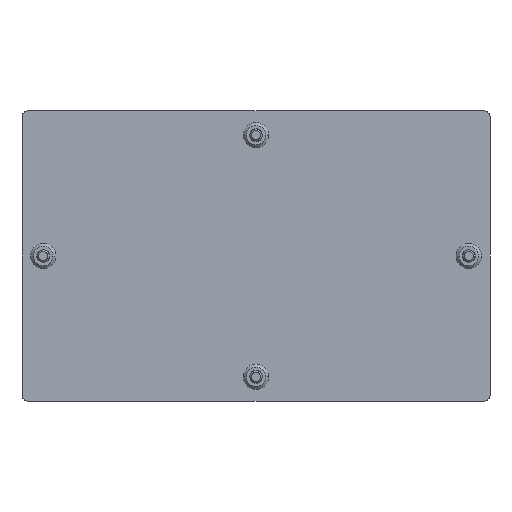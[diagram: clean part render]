
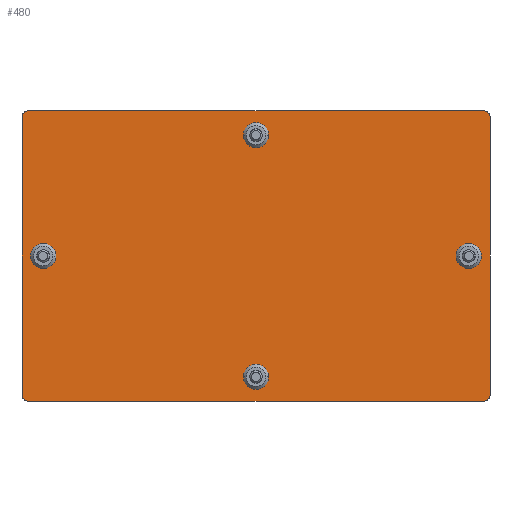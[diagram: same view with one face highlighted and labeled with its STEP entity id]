
A CAD part, front view. The second image highlights one B-rep face of the part: STEP entity #480.
In plain terms, the highlighted planar face has unit normal (0, -1, 0).
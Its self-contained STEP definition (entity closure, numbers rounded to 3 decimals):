
#480=ADVANCED_FACE('',(#886,#887,#888,#889,#890),#891,.F.);
#886=FACE_OUTER_BOUND('',#1255,.T.);
#887=FACE_BOUND('',#1256,.T.);
#888=FACE_BOUND('',#1257,.T.);
#889=FACE_BOUND('',#1258,.T.);
#890=FACE_BOUND('',#1259,.T.);
#891=PLANE('',#1260);
#1255=EDGE_LOOP('',(#2169,#2170,#2171,#2172,#2173,#2174,#2175,#2176));
#1256=EDGE_LOOP('',(#2177,#2178));
#1257=EDGE_LOOP('',(#2179,#2180));
#1258=EDGE_LOOP('',(#2181,#2182));
#1259=EDGE_LOOP('',(#2183,#2184));
#1260=AXIS2_PLACEMENT_3D('',#2185,#2186,#2187);
#2169=ORIENTED_EDGE('',*,*,#2472,.T.);
#2170=ORIENTED_EDGE('',*,*,#2479,.T.);
#2171=ORIENTED_EDGE('',*,*,#2497,.T.);
#2172=ORIENTED_EDGE('',*,*,#2540,.F.);
#2173=ORIENTED_EDGE('',*,*,#2493,.T.);
#2174=ORIENTED_EDGE('',*,*,#2542,.F.);
#2175=ORIENTED_EDGE('',*,*,#2467,.T.);
#2176=ORIENTED_EDGE('',*,*,#2481,.F.);
#2177=ORIENTED_EDGE('',*,*,#2525,.T.);
#2178=ORIENTED_EDGE('',*,*,#2423,.T.);
#2179=ORIENTED_EDGE('',*,*,#2529,.T.);
#2180=ORIENTED_EDGE('',*,*,#2418,.T.);
#2181=ORIENTED_EDGE('',*,*,#2533,.T.);
#2182=ORIENTED_EDGE('',*,*,#2413,.T.);
#2183=ORIENTED_EDGE('',*,*,#2537,.T.);
#2184=ORIENTED_EDGE('',*,*,#2408,.T.);
#2185=CARTESIAN_POINT('',(121.0,10.3,75.0));
#2186=DIRECTION('',(0.0,1.0,0.0));
#2187=DIRECTION('',(0.0,0.0,1.0));
#2408=EDGE_CURVE('',#2853,#2850,#2854,.T.);
#2413=EDGE_CURVE('',#2862,#2859,#2863,.T.);
#2418=EDGE_CURVE('',#2871,#2868,#2872,.T.);
#2423=EDGE_CURVE('',#2880,#2877,#2881,.T.);
#2467=EDGE_CURVE('',#2958,#2959,#2960,.T.);
#2472=EDGE_CURVE('',#2967,#2968,#2969,.T.);
#2479=EDGE_CURVE('',#2968,#2978,#2980,.T.);
#2481=EDGE_CURVE('',#2967,#2959,#2982,.T.);
#2493=EDGE_CURVE('',#2997,#2998,#2999,.T.);
#2497=EDGE_CURVE('',#2978,#3003,#3004,.T.);
#2525=EDGE_CURVE('',#2877,#2880,#3032,.T.);
#2529=EDGE_CURVE('',#2868,#2871,#3036,.T.);
#2533=EDGE_CURVE('',#2859,#2862,#3040,.T.);
#2537=EDGE_CURVE('',#2850,#2853,#3044,.T.);
#2540=EDGE_CURVE('',#2997,#3003,#3047,.T.);
#2542=EDGE_CURVE('',#2958,#2998,#3049,.T.);
#2850=VERTEX_POINT('',#3461);
#2853=VERTEX_POINT('',#3465);
#2854=CIRCLE('',#3466,6.5);
#2859=VERTEX_POINT('',#3472);
#2862=VERTEX_POINT('',#3476);
#2863=CIRCLE('',#3477,6.5);
#2868=VERTEX_POINT('',#3483);
#2871=VERTEX_POINT('',#3487);
#2872=CIRCLE('',#3488,6.5);
#2877=VERTEX_POINT('',#3494);
#2880=VERTEX_POINT('',#3498);
#2881=CIRCLE('',#3499,6.5);
#2958=VERTEX_POINT('',#3593);
#2959=VERTEX_POINT('',#3594);
#2960=CIRCLE('',#3595,3.);
#2967=VERTEX_POINT('',#3604);
#2968=VERTEX_POINT('',#3605);
#2969=CIRCLE('',#3606,3.);
#2978=VERTEX_POINT('',#3618);
#2980=LINE('',#3621,#3622);
#2982=LINE('',#3624,#3625);
#2997=VERTEX_POINT('',#3643);
#2998=VERTEX_POINT('',#3644);
#2999=CIRCLE('',#3645,3.);
#3003=VERTEX_POINT('',#3651);
#3004=CIRCLE('',#3652,3.);
#3032=CIRCLE('',#3681,6.5);
#3036=CIRCLE('',#3685,6.5);
#3040=CIRCLE('',#3689,6.5);
#3044=CIRCLE('',#3693,6.5);
#3047=LINE('',#3696,#3697);
#3049=LINE('',#3699,#3700);
#3461=CARTESIAN_POINT('',(127.5,10.3,137.5));
#3465=CARTESIAN_POINT('',(114.5,10.3,137.5));
#3466=AXIS2_PLACEMENT_3D('',#3928,#3929,#3930);
#3472=CARTESIAN_POINT('',(127.5,10.3,12.5));
#3476=CARTESIAN_POINT('',(114.5,10.3,12.5));
#3477=AXIS2_PLACEMENT_3D('',#3936,#3937,#3938);
#3483=CARTESIAN_POINT('',(17.5,10.3,75.0));
#3487=CARTESIAN_POINT('',(4.5,10.3,75.0));
#3488=AXIS2_PLACEMENT_3D('',#3944,#3945,#3946);
#3494=CARTESIAN_POINT('',(237.5,10.3,75.0));
#3498=CARTESIAN_POINT('',(224.5,10.3,75.0));
#3499=AXIS2_PLACEMENT_3D('',#3952,#3953,#3954);
#3593=CARTESIAN_POINT('',(0.,10.3,3.));
#3594=CARTESIAN_POINT('',(3.,10.3,0.0));
#3595=AXIS2_PLACEMENT_3D('',#4023,#4024,#4025);
#3604=CARTESIAN_POINT('',(239.,10.3,0.));
#3605=CARTESIAN_POINT('',(242.,10.3,3.));
#3606=AXIS2_PLACEMENT_3D('',#4031,#4032,#4033);
#3618=CARTESIAN_POINT('',(242.,10.3,147.));
#3621=CARTESIAN_POINT('',(242.0,10.3,75.0));
#3622=VECTOR('',#4041,1.0);
#3624=CARTESIAN_POINT('',(121.0,10.3,0.0));
#3625=VECTOR('',#4042,1.0);
#3643=CARTESIAN_POINT('',(3.,10.3,150.0));
#3644=CARTESIAN_POINT('',(0.,10.3,147.));
#3645=AXIS2_PLACEMENT_3D('',#4064,#4065,#4066);
#3651=CARTESIAN_POINT('',(239.,10.3,150.));
#3652=AXIS2_PLACEMENT_3D('',#4069,#4070,#4071);
#3681=AXIS2_PLACEMENT_3D('',#4112,#4113,#4114);
#3685=AXIS2_PLACEMENT_3D('',#4118,#4119,#4120);
#3689=AXIS2_PLACEMENT_3D('',#4124,#4125,#4126);
#3693=AXIS2_PLACEMENT_3D('',#4130,#4131,#4132);
#3696=CARTESIAN_POINT('',(121.0,10.3,150.0));
#3697=VECTOR('',#4133,1.0);
#3699=CARTESIAN_POINT('',(0.0,10.3,75.0));
#3700=VECTOR('',#4134,1.0);
#3928=CARTESIAN_POINT('',(121.,10.3,137.5));
#3929=DIRECTION('',(0.0,1.0,0.0));
#3930=DIRECTION('',(1.0,0.0,0.));
#3936=CARTESIAN_POINT('',(121.,10.3,12.5));
#3937=DIRECTION('',(0.0,1.0,0.0));
#3938=DIRECTION('',(1.0,0.0,0.));
#3944=CARTESIAN_POINT('',(11.,10.3,75.0));
#3945=DIRECTION('',(0.0,1.0,0.0));
#3946=DIRECTION('',(1.0,0.0,0.));
#3952=CARTESIAN_POINT('',(231.,10.3,75.0));
#3953=DIRECTION('',(0.0,1.0,0.0));
#3954=DIRECTION('',(1.0,0.0,0.));
#4023=CARTESIAN_POINT('',(3.,10.3,3.));
#4024=DIRECTION('',(0.0,-1.0,-0.0));
#4025=DIRECTION('',(0.,0.0,-1.0));
#4031=CARTESIAN_POINT('',(239.,10.3,3.));
#4032=DIRECTION('',(0.0,-1.0,-0.0));
#4033=DIRECTION('',(1.0,0.0,0.));
#4041=DIRECTION('',(0.0,0.0,1.0));
#4042=DIRECTION('',(-1.0,0.0,0.0));
#4064=CARTESIAN_POINT('',(3.,10.3,147.));
#4065=DIRECTION('',(-0.0,-1.0,0.0));
#4066=DIRECTION('',(0.,0.0,1.0));
#4069=CARTESIAN_POINT('',(239.,10.3,147.));
#4070=DIRECTION('',(0.0,-1.0,0.0));
#4071=DIRECTION('',(1.0,0.0,0.));
#4112=CARTESIAN_POINT('',(231.,10.3,75.0));
#4113=DIRECTION('',(0.0,1.0,0.0));
#4114=DIRECTION('',(1.0,0.0,0.));
#4118=CARTESIAN_POINT('',(11.,10.3,75.0));
#4119=DIRECTION('',(0.0,1.0,0.0));
#4120=DIRECTION('',(1.0,0.0,0.));
#4124=CARTESIAN_POINT('',(121.,10.3,12.5));
#4125=DIRECTION('',(0.0,1.0,0.0));
#4126=DIRECTION('',(1.0,0.0,0.));
#4130=CARTESIAN_POINT('',(121.,10.3,137.5));
#4131=DIRECTION('',(0.0,1.0,0.0));
#4132=DIRECTION('',(1.0,0.0,0.));
#4133=DIRECTION('',(1.0,0.0,0.0));
#4134=DIRECTION('',(0.0,0.0,1.0));
